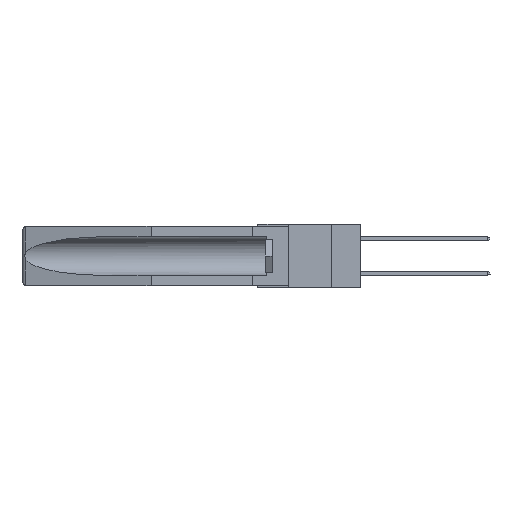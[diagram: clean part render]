
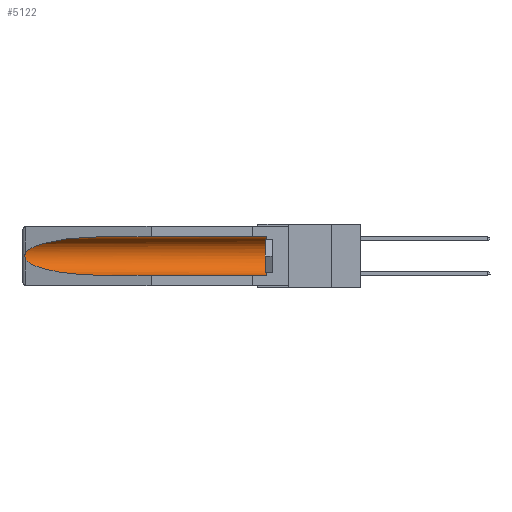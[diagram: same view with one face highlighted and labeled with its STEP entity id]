
A CAD part, left-side view. The second image highlights one B-rep face of the part: STEP entity #5122.
In plain terms, the highlighted cylindrical face has radius 2.857 mm (diameter 5.715 mm), a partial arc.
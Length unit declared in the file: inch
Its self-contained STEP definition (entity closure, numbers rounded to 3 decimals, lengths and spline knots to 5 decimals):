
#689 = CARTESIAN_POINT ( 'NONE',  ( 0.2675, 1.53308, -0.17534 ) ) ;
#821 = CARTESIAN_POINT ( 'NONE',  ( 0.26655, 1.53094, -0.18657 ) ) ;
#1045 = VECTOR ( 'NONE', #10578, 39.37008 ) ;
#1509 = LINE ( 'NONE', #12125, #1045 ) ;
#1553 = ORIENTED_EDGE ( 'NONE', *, *, #5307, .T. ) ;
#1569 =( BOUNDED_CURVE ( )  B_SPLINE_CURVE ( 3, ( #5617, #2501, #10402, #19706 ),
 .UNSPECIFIED., .F., .T. ) 
 B_SPLINE_CURVE_WITH_KNOTS ( ( 4, 4 ),
 ( 0.1948, 1.5708 ),
 .UNSPECIFIED. ) 
 CURVE ( )  GEOMETRIC_REPRESENTATION_ITEM ( )  RATIONAL_B_SPLINE_CURVE ( ( 1., 0.848, 0.848, 1. ) ) 
 REPRESENTATION_ITEM ( '' )  );
#1623 = ORIENTED_EDGE ( 'NONE', *, *, #20045, .F. ) ;
#2012 = DIRECTION ( 'NONE',  ( 0., 1., 0. ) ) ;
#2501 = CARTESIAN_POINT ( 'NONE',  ( 0.25451, 1.48313, -0.24835 ) ) ;
#3524 = CARTESIAN_POINT ( 'NONE',  ( 0.2675, 1.53308, -0.16763 ) ) ;
#3980 = CARTESIAN_POINT ( 'NONE',  ( 0.26597, 1.5296, -0.19026 ) ) ;
#4591 = CARTESIAN_POINT ( 'NONE',  ( 0.155, 1.07973, -0.059 ) ) ;
#5122 = ADVANCED_FACE ( 'NONE', ( #14785 ), #10016, .F. ) ;
#5307 = EDGE_CURVE ( 'NONE', #5714, #6152, #1569, .T. ) ;
#5358 = CARTESIAN_POINT ( 'NONE',  ( 0.155, 0.126, -0.284 ) ) ;
#5426 = DIRECTION ( 'NONE',  ( 0., 1., 0. ) ) ;
#5617 = CARTESIAN_POINT ( 'NONE',  ( 0.26537, 1.52718, -0.19328 ) ) ;
#5714 = VERTEX_POINT ( 'NONE', #16052 ) ;
#5987 = CARTESIAN_POINT ( 'NONE',  ( 0.155, 1.07973, -0.059 ) ) ;
#6152 = VERTEX_POINT ( 'NONE', #16081 ) ;
#6578 = CARTESIAN_POINT ( 'NONE',  ( 0.26654, 1.53092, -0.15636 ) ) ;
#7244 = AXIS2_PLACEMENT_3D ( 'NONE', #8209, #2012, #17593 ) ;
#7815 = EDGE_CURVE ( 'NONE', #17707, #8468, #9693, .T. ) ;
#8209 = CARTESIAN_POINT ( 'NONE',  ( 0.155, -0.30754, -0.1715 ) ) ;
#8332 = ORIENTED_EDGE ( 'NONE', *, *, #10812, .T. ) ;
#8445 = B_SPLINE_CURVE_WITH_KNOTS ( 'NONE', 3,
 ( #9857, #16072, #6578, #12796, #3524, #689, #16135, #821, #3980, #19362 ),
 .UNSPECIFIED., .F., .F.,
 ( 4, 2, 2, 2, 4 ),
 ( 0., 0.00029, 0.00058, 0.00087, 0.00117 ),
 .UNSPECIFIED. ) ;
#8468 = VERTEX_POINT ( 'NONE', #18025 ) ;
#8942 = CARTESIAN_POINT ( 'NONE',  ( 0.21114, 1.30732, -0.059 ) ) ;
#9693 =( BOUNDED_CURVE ( )  B_SPLINE_CURVE ( 3, ( #4591, #8942, #19834, #17297 ),
 .UNSPECIFIED., .F., .F. ) 
 B_SPLINE_CURVE_WITH_KNOTS ( ( 4, 4 ),
 ( 4.71239, 6.08839 ),
 .UNSPECIFIED. ) 
 CURVE ( )  GEOMETRIC_REPRESENTATION_ITEM ( )  RATIONAL_B_SPLINE_CURVE ( ( 1., 0.848, 0.848, 1. ) ) 
 REPRESENTATION_ITEM ( '' )  );
#9857 = CARTESIAN_POINT ( 'NONE',  ( 0.26537, 1.52718, -0.14972 ) ) ;
#10016 = CYLINDRICAL_SURFACE ( 'NONE', #7244, 0.1125 ) ;
#10402 = CARTESIAN_POINT ( 'NONE',  ( 0.21114, 1.30732, -0.284 ) ) ;
#10573 = LINE ( 'NONE', #19386, #18376 ) ;
#10578 = DIRECTION ( 'NONE',  ( 0., 1., 0. ) ) ;
#10736 = ORIENTED_EDGE ( 'NONE', *, *, #12226, .T. ) ;
#10812 = EDGE_CURVE ( 'NONE', #16090, #18058, #19070, .T. ) ;
#11236 = CARTESIAN_POINT ( 'NONE',  ( 0.155, 0.126, -0.059 ) ) ;
#11332 = AXIS2_PLACEMENT_3D ( 'NONE', #11724, #17744, #19230 ) ;
#11724 = CARTESIAN_POINT ( 'NONE',  ( 0.155, 0.126, -0.1715 ) ) ;
#12125 = CARTESIAN_POINT ( 'NONE',  ( 0.155, -0.30754, -0.059 ) ) ;
#12226 = EDGE_CURVE ( 'NONE', #8468, #5714, #8445, .T. ) ;
#12796 = CARTESIAN_POINT ( 'NONE',  ( 0.2673, 1.5327, -0.16383 ) ) ;
#12819 = ORIENTED_EDGE ( 'NONE', *, *, #7815, .T. ) ;
#13174 = EDGE_LOOP ( 'NONE', ( #12819, #10736, #1553, #1623, #8332, #15983 ) ) ;
#14785 = FACE_OUTER_BOUND ( 'NONE', #13174, .T. ) ;
#15983 = ORIENTED_EDGE ( 'NONE', *, *, #18293, .T. ) ;
#16052 = CARTESIAN_POINT ( 'NONE',  ( 0.26537, 1.52718, -0.19328 ) ) ;
#16072 = CARTESIAN_POINT ( 'NONE',  ( 0.26597, 1.52961, -0.15275 ) ) ;
#16081 = CARTESIAN_POINT ( 'NONE',  ( 0.155, 1.07973, -0.284 ) ) ;
#16090 = VERTEX_POINT ( 'NONE', #5358 ) ;
#16135 = CARTESIAN_POINT ( 'NONE',  ( 0.2673, 1.53269, -0.17917 ) ) ;
#17297 = CARTESIAN_POINT ( 'NONE',  ( 0.26537, 1.52718, -0.14972 ) ) ;
#17593 = DIRECTION ( 'NONE',  ( 0., 0., 1. ) ) ;
#17707 = VERTEX_POINT ( 'NONE', #5987 ) ;
#17744 = DIRECTION ( 'NONE',  ( 0., -1., 0. ) ) ;
#18025 = CARTESIAN_POINT ( 'NONE',  ( 0.26537, 1.52718, -0.14972 ) ) ;
#18058 = VERTEX_POINT ( 'NONE', #11236 ) ;
#18293 = EDGE_CURVE ( 'NONE', #18058, #17707, #1509, .T. ) ;
#18376 = VECTOR ( 'NONE', #5426, 39.37008 ) ;
#19070 = CIRCLE ( 'NONE', #11332, 0.1125 ) ;
#19230 = DIRECTION ( 'NONE',  ( 0., 0., 1. ) ) ;
#19362 = CARTESIAN_POINT ( 'NONE',  ( 0.26537, 1.52718, -0.19328 ) ) ;
#19386 = CARTESIAN_POINT ( 'NONE',  ( 0.155, -0.30754, -0.284 ) ) ;
#19706 = CARTESIAN_POINT ( 'NONE',  ( 0.155, 1.07973, -0.284 ) ) ;
#19834 = CARTESIAN_POINT ( 'NONE',  ( 0.25451, 1.48313, -0.09465 ) ) ;
#20045 = EDGE_CURVE ( 'NONE', #16090, #6152, #10573, .T. ) ;
